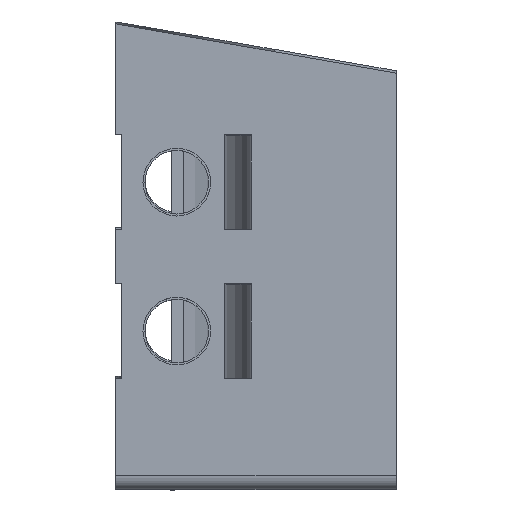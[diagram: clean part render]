
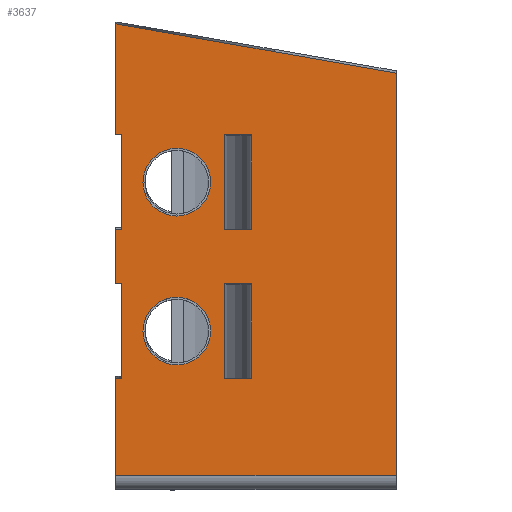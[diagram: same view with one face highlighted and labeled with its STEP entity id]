
A CAD part, top view. The second image highlights one B-rep face of the part: STEP entity #3637.
In plain terms, the highlighted planar face has unit normal (0, 0, 1).
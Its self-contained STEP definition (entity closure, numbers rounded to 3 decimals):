
#89=FACE_BOUND('',#617,.T.);
#90=FACE_BOUND('',#618,.T.);
#91=FACE_BOUND('',#619,.T.);
#92=FACE_BOUND('',#620,.T.);
#386=FACE_OUTER_BOUND('',#616,.T.);
#616=EDGE_LOOP('',(#3325,#3326,#3327,#3328,#3329,#3330,#3331,#3332,#3333,
#3334,#3335,#3336));
#617=EDGE_LOOP('',(#3337,#3338,#3339,#3340));
#618=EDGE_LOOP('',(#3341));
#619=EDGE_LOOP('',(#3342,#3343,#3344,#3345));
#620=EDGE_LOOP('',(#3346));
#653=LINE('',#5215,#957);
#660=LINE('',#5259,#964);
#665=LINE('',#5272,#969);
#670=LINE('',#5289,#974);
#676=LINE('',#5302,#980);
#713=LINE('',#5426,#1017);
#823=LINE('',#5947,#1127);
#827=LINE('',#5956,#1131);
#830=LINE('',#5962,#1134);
#837=LINE('',#6007,#1141);
#840=LINE('',#6012,#1144);
#843=LINE('',#6018,#1147);
#855=LINE('',#6104,#1159);
#857=LINE('',#6110,#1161);
#861=LINE('',#6126,#1165);
#894=LINE('',#6404,#1198);
#898=LINE('',#6413,#1202);
#923=LINE('',#6465,#1227);
#924=LINE('',#6467,#1228);
#925=LINE('',#6469,#1229);
#957=VECTOR('',#4126,10.);
#964=VECTOR('',#4163,10.);
#969=VECTOR('',#4174,10.);
#974=VECTOR('',#4189,10.);
#980=VECTOR('',#4199,10.);
#1017=VECTOR('',#4304,10.);
#1127=VECTOR('',#4708,10.);
#1131=VECTOR('',#4714,10.);
#1134=VECTOR('',#4719,10.);
#1141=VECTOR('',#4758,10.);
#1144=VECTOR('',#4763,10.);
#1147=VECTOR('',#4768,10.);
#1159=VECTOR('',#4870,10.);
#1161=VECTOR('',#4876,10.);
#1165=VECTOR('',#4892,10.);
#1198=VECTOR('',#5009,10.);
#1202=VECTOR('',#5019,10.);
#1227=VECTOR('',#5094,10.);
#1228=VECTOR('',#5097,10.);
#1229=VECTOR('',#5100,10.);
#1387=CIRCLE('',#3945,2.5);
#1388=CIRCLE('',#3947,2.5);
#1463=VERTEX_POINT('',#5212);
#1464=VERTEX_POINT('',#5214);
#1485=VERTEX_POINT('',#5256);
#1486=VERTEX_POINT('',#5258);
#1491=VERTEX_POINT('',#5270);
#1497=VERTEX_POINT('',#5286);
#1498=VERTEX_POINT('',#5288);
#1503=VERTEX_POINT('',#5300);
#1556=VERTEX_POINT('',#5425);
#1658=VERTEX_POINT('',#5950);
#1660=VERTEX_POINT('',#5954);
#1662=VERTEX_POINT('',#5960);
#1664=VERTEX_POINT('',#5965);
#1684=VERTEX_POINT('',#6005);
#1687=VERTEX_POINT('',#6015);
#1707=VERTEX_POINT('',#6081);
#1708=VERTEX_POINT('',#6085);
#1710=VERTEX_POINT('',#6090);
#1716=VERTEX_POINT('',#6102);
#1717=VERTEX_POINT('',#6106);
#1720=VERTEX_POINT('',#6115);
#1767=VERTEX_POINT('',#6463);
#1821=EDGE_CURVE('',#1464,#1463,#653,.T.);
#1843=EDGE_CURVE('',#1486,#1485,#660,.T.);
#1850=EDGE_CURVE('',#1463,#1491,#665,.T.);
#1858=EDGE_CURVE('',#1497,#1498,#670,.T.);
#1865=EDGE_CURVE('',#1497,#1503,#676,.T.);
#1927=EDGE_CURVE('',#1556,#1498,#713,.T.);
#2111=EDGE_CURVE('',#1556,#1491,#823,.T.);
#2115=EDGE_CURVE('',#1658,#1660,#827,.T.);
#2118=EDGE_CURVE('',#1485,#1662,#830,.T.);
#2140=EDGE_CURVE('',#1503,#1684,#837,.T.);
#2144=EDGE_CURVE('',#1664,#1658,#840,.T.);
#2147=EDGE_CURVE('',#1687,#1664,#843,.T.);
#2173=EDGE_CURVE('',#1707,#1707,#1387,.T.);
#2175=EDGE_CURVE('',#1708,#1708,#1388,.T.);
#2184=EDGE_CURVE('',#1710,#1716,#855,.T.);
#2187=EDGE_CURVE('',#1717,#1710,#857,.T.);
#2195=EDGE_CURVE('',#1720,#1717,#861,.T.);
#2262=EDGE_CURVE('',#1716,#1464,#894,.T.);
#2267=EDGE_CURVE('',#1684,#1720,#898,.T.);
#2293=EDGE_CURVE('',#1767,#1486,#923,.T.);
#2294=EDGE_CURVE('',#1662,#1767,#924,.T.);
#2295=EDGE_CURVE('',#1660,#1687,#925,.T.);
#3325=ORIENTED_EDGE('',*,*,#1927,.T.);
#3326=ORIENTED_EDGE('',*,*,#1858,.F.);
#3327=ORIENTED_EDGE('',*,*,#1865,.T.);
#3328=ORIENTED_EDGE('',*,*,#2140,.T.);
#3329=ORIENTED_EDGE('',*,*,#2267,.T.);
#3330=ORIENTED_EDGE('',*,*,#2195,.T.);
#3331=ORIENTED_EDGE('',*,*,#2187,.T.);
#3332=ORIENTED_EDGE('',*,*,#2184,.T.);
#3333=ORIENTED_EDGE('',*,*,#2262,.T.);
#3334=ORIENTED_EDGE('',*,*,#1821,.T.);
#3335=ORIENTED_EDGE('',*,*,#1850,.T.);
#3336=ORIENTED_EDGE('',*,*,#2111,.F.);
#3337=ORIENTED_EDGE('',*,*,#1843,.T.);
#3338=ORIENTED_EDGE('',*,*,#2118,.T.);
#3339=ORIENTED_EDGE('',*,*,#2294,.T.);
#3340=ORIENTED_EDGE('',*,*,#2293,.T.);
#3341=ORIENTED_EDGE('',*,*,#2173,.T.);
#3342=ORIENTED_EDGE('',*,*,#2144,.T.);
#3343=ORIENTED_EDGE('',*,*,#2115,.T.);
#3344=ORIENTED_EDGE('',*,*,#2295,.T.);
#3345=ORIENTED_EDGE('',*,*,#2147,.T.);
#3346=ORIENTED_EDGE('',*,*,#2175,.T.);
#3443=PLANE('',#4033);
#3637=ADVANCED_FACE('',(#386,#89,#90,#91,#92),#3443,.T.);
#3945=AXIS2_PLACEMENT_3D('',#6082,#4849,#4850);
#3947=AXIS2_PLACEMENT_3D('',#6086,#4854,#4855);
#4033=AXIS2_PLACEMENT_3D('',#6470,#5101,#5102);
#4126=DIRECTION('',(-1.,0.,0.));
#4163=DIRECTION('',(-1.,0.,0.));
#4174=DIRECTION('',(0.,-1.,0.));
#4189=DIRECTION('',(0.985,-0.174,0.));
#4199=DIRECTION('',(0.,-1.,0.));
#4304=DIRECTION('',(0.,1.,0.));
#4708=DIRECTION('',(-1.,0.,0.));
#4714=DIRECTION('',(0.,-1.,0.));
#4719=DIRECTION('',(0.,1.,0.));
#4758=DIRECTION('',(1.,0.,0.));
#4763=DIRECTION('',(1.,0.,0.));
#4768=DIRECTION('',(0.,1.,0.));
#4849=DIRECTION('center_axis',(0.,0.,-1.));
#4850=DIRECTION('ref_axis',(1.,0.,0.));
#4854=DIRECTION('center_axis',(0.,0.,-1.));
#4855=DIRECTION('ref_axis',(1.,0.,0.));
#4870=DIRECTION('',(1.,0.,0.));
#4876=DIRECTION('',(0.,-1.,0.));
#4892=DIRECTION('',(-1.,0.,0.));
#5009=DIRECTION('',(0.,-1.,0.));
#5019=DIRECTION('',(0.,-1.,0.));
#5094=DIRECTION('',(0.,-1.,0.));
#5097=DIRECTION('',(1.,0.,0.));
#5100=DIRECTION('',(-1.,0.,0.));
#5101=DIRECTION('center_axis',(0.,0.,1.));
#5102=DIRECTION('ref_axis',(1.,0.,0.));
#5212=CARTESIAN_POINT('',(-21.4,23.414,81.));
#5214=CARTESIAN_POINT('',(-20.95,23.414,81.));
#5215=CARTESIAN_POINT('',(-11.177,23.414,81.));
#5256=CARTESIAN_POINT('',(-13.4,23.414,81.));
#5258=CARTESIAN_POINT('',(-11.4,23.414,81.));
#5259=CARTESIAN_POINT('',(-11.177,23.414,81.));
#5270=CARTESIAN_POINT('',(-21.4,16.213,81.));
#5272=CARTESIAN_POINT('',(-21.4,41.014,81.));
#5286=CARTESIAN_POINT('',(-21.4,49.614,81.));
#5288=CARTESIAN_POINT('',(-0.7,45.964,81.));
#5289=CARTESIAN_POINT('',(-3.356,46.432,81.));
#5300=CARTESIAN_POINT('',(-21.4,41.414,81.));
#5302=CARTESIAN_POINT('',(-21.4,41.014,81.));
#5425=CARTESIAN_POINT('',(-0.7,16.213,81.));
#5426=CARTESIAN_POINT('',(-0.7,32.414,81.));
#5947=CARTESIAN_POINT('',(-15.177,16.213,81.));
#5950=CARTESIAN_POINT('',(-11.4,41.414,81.));
#5954=CARTESIAN_POINT('',(-11.4,34.414,81.));
#5956=CARTESIAN_POINT('',(-11.4,38.664,81.));
#5960=CARTESIAN_POINT('',(-13.4,30.414,81.));
#5962=CARTESIAN_POINT('',(-13.4,36.914,81.));
#5965=CARTESIAN_POINT('',(-13.4,41.414,81.));
#6005=CARTESIAN_POINT('',(-20.95,41.414,81.));
#6007=CARTESIAN_POINT('',(-10.177,41.414,81.));
#6012=CARTESIAN_POINT('',(-10.177,41.414,81.));
#6015=CARTESIAN_POINT('',(-13.4,34.414,81.));
#6018=CARTESIAN_POINT('',(-13.4,36.914,81.));
#6081=CARTESIAN_POINT('',(-19.4,37.914,81.));
#6082=CARTESIAN_POINT('Origin',(-16.9,37.914,81.));
#6085=CARTESIAN_POINT('',(-19.4,26.914,81.));
#6086=CARTESIAN_POINT('Origin',(-16.9,26.914,81.));
#6090=CARTESIAN_POINT('',(-21.4,30.414,81.));
#6102=CARTESIAN_POINT('',(-20.95,30.414,81.));
#6104=CARTESIAN_POINT('',(-14.986,30.414,81.));
#6106=CARTESIAN_POINT('',(-21.4,34.414,81.));
#6110=CARTESIAN_POINT('',(-21.4,41.014,81.));
#6115=CARTESIAN_POINT('',(-20.95,34.414,81.));
#6126=CARTESIAN_POINT('',(-14.986,34.414,81.));
#6404=CARTESIAN_POINT('',(-20.95,31.414,81.));
#6413=CARTESIAN_POINT('',(-20.95,33.414,81.));
#6463=CARTESIAN_POINT('',(-11.4,30.414,81.));
#6465=CARTESIAN_POINT('',(-11.4,38.664,81.));
#6467=CARTESIAN_POINT('',(-10.177,30.414,81.));
#6469=CARTESIAN_POINT('',(-11.177,34.414,81.));
#6470=CARTESIAN_POINT('Origin',(-8.954,32.414,81.));
